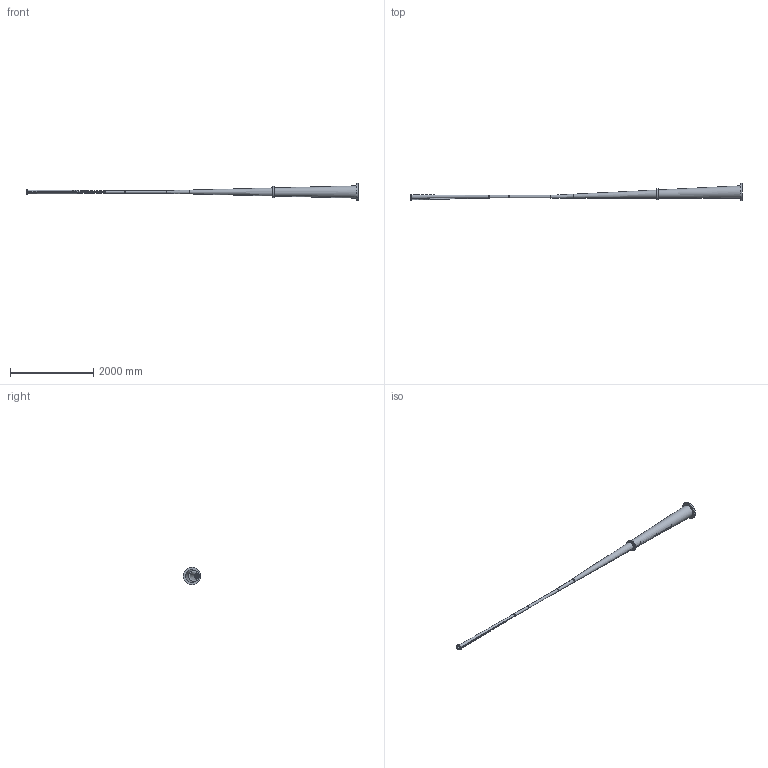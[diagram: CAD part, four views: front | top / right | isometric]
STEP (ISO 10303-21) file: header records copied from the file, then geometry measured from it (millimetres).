
FILE_DESCRIPTION(/* description */ (''),/* implementation_level */ '2;1');
FILE_NAME(/* name */ 'Detector chamber 2023.06.14.stp',/* time_stamp */ '2023-06-14T09:43:23-04:00',/* author */ ('rwimmer'),/* organization */ (''),/* preprocessor_version */ 'ST-DEVELOPER v19.2',/* originating_system */ 'Autodesk Inventor 2023',/* authorisation */ '');
FILE_SCHEMA (('AUTOMOTIVE_DESIGN { 1 0 10303 214 3 1 1 }'));
Length unit declared in the file: inch
Products named in the file (10): Detector chamber 220621 edit; Detector chamber - beryllium section; Detector chamber - inner hadron forward; Detector chamber - hadron forward; Detector chamber - hadron forward 221019 edit; Electron beam screen; Electron beam screen - inner chamber; Detector chamber - inner hadron rear round; Flange 1; Lepton Flange 2023.06
Assembly tree (9 placements, depth 3):
  Detector chamber 220621 edit
    Detector chamber - beryllium section
    Detector chamber - inner hadron forward
    Detector chamber - hadron forward
      Detector chamber - hadron forward 221019 edit
      Electron beam screen
    Electron beam screen - inner chamber
    Detector chamber - inner hadron rear round
    Flange 1
    Lepton Flange 2023.06
Bounding box: 7958.94 x 413.82 x 411.84 mm (x, y, z)
Volume: 11261252.1 mm3; surface area: 8338348.4 mm2
Topology: 8 solids, 8 shells, 140 faces, 323 edges, 211 vertices
Faces by surface type: cylinder 79, plane 40, cone 10, bspline 8, torus 3
Full cylindrical faces by diameter (mm): 5.8 x41, 24.8 x1, 40 x1, 60 x3, 62 x5, 63.524 x7, 64 x1, 64.5 x1, 64.54 x5, 66 x2, 85.6 x1, 264.01 x1, 291.84 x1, 411.84 x1
Entity records: 6240 total; most frequent: CARTESIAN_POINT 2338, DIRECTION 789, ORIENTED_EDGE 646, AXIS2_PLACEMENT_3D 338, EDGE_CURVE 323, EDGE_LOOP 254, VERTEX_POINT 211, CIRCLE 183
